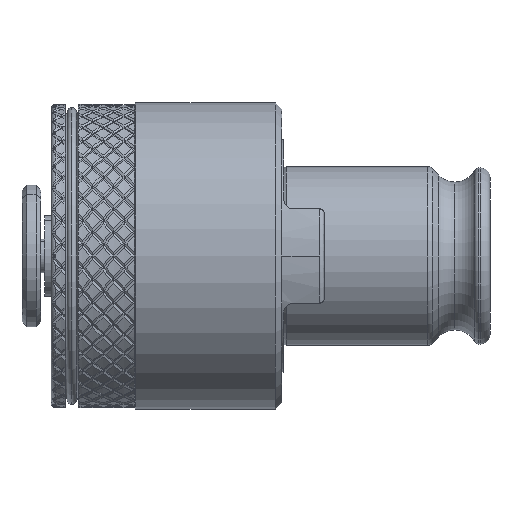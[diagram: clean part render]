
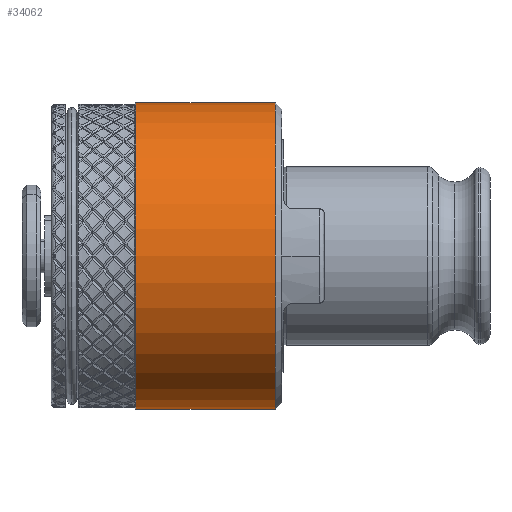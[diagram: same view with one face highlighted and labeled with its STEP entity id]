
A CAD part, front view. The second image highlights one B-rep face of the part: STEP entity #34062.
In plain terms, the highlighted cylindrical face has radius 16.25 mm (diameter 32.5 mm), a partial arc.
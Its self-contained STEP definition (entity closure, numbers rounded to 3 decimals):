
#578 = DIRECTION ( 'NONE',  ( 0., 0., -1. ) ) ;
#645 = DIRECTION ( 'NONE',  ( -1., 0., 0. ) ) ;
#734 = CARTESIAN_POINT ( 'NONE',  ( -9.84, 0., 0. ) ) ;
#979 = EDGE_CURVE ( 'NONE', #30386, #34538, #7408, .T. ) ;
#7408 = CIRCLE ( 'NONE', #55447, 16.25 ) ;
#7616 = CARTESIAN_POINT ( 'NONE',  ( 5.66, 0., 0. ) ) ;
#12914 = DIRECTION ( 'NONE',  ( 0., 0., -1. ) ) ;
#17127 = AXIS2_PLACEMENT_3D ( 'NONE', #7616, #56807, #12914 ) ;
#20154 = VECTOR ( 'NONE', #63241, 1000. ) ;
#20864 = VERTEX_POINT ( 'NONE', #53940 ) ;
#21396 = CARTESIAN_POINT ( 'NONE',  ( -9.84, 0., -16.25 ) ) ;
#22349 = DIRECTION ( 'NONE',  ( -1., 0., 0. ) ) ;
#23583 = VECTOR ( 'NONE', #34248, 1000. ) ;
#24187 = ORIENTED_EDGE ( 'NONE', *, *, #37195, .T. ) ;
#24693 = CYLINDRICAL_SURFACE ( 'NONE', #17127, 16.25 ) ;
#25322 = LINE ( 'NONE', #28486, #23583 ) ;
#28486 = CARTESIAN_POINT ( 'NONE',  ( 5.66, 0., -16.25 ) ) ;
#30386 = VERTEX_POINT ( 'NONE', #21396 ) ;
#34062 = ADVANCED_FACE ( 'NONE', ( #42710 ), #24693, .T. ) ;
#34248 = DIRECTION ( 'NONE',  ( -1., 0., 0. ) ) ;
#34538 = VERTEX_POINT ( 'NONE', #48643 ) ;
#34745 = LINE ( 'NONE', #41795, #20154 ) ;
#36171 = ORIENTED_EDGE ( 'NONE', *, *, #44973, .T. ) ;
#37195 = EDGE_CURVE ( 'NONE', #20864, #34538, #34745, .T. ) ;
#41795 = CARTESIAN_POINT ( 'NONE',  ( 5.66, 0., 16.25 ) ) ;
#42463 = EDGE_LOOP ( 'NONE', ( #36171, #24187, #70394, #66236 ) ) ;
#42710 = FACE_OUTER_BOUND ( 'NONE', #42463, .T. ) ;
#44973 = EDGE_CURVE ( 'NONE', #58588, #20864, #45208, .T. ) ;
#45208 = CIRCLE ( 'NONE', #64956, 16.25 ) ;
#46868 = EDGE_CURVE ( 'NONE', #58588, #30386, #25322, .T. ) ;
#48643 = CARTESIAN_POINT ( 'NONE',  ( -9.84, 0., 16.25 ) ) ;
#53940 = CARTESIAN_POINT ( 'NONE',  ( 4.96, 0., 16.25 ) ) ;
#55162 = CARTESIAN_POINT ( 'NONE',  ( 4.96, 0., 0. ) ) ;
#55447 = AXIS2_PLACEMENT_3D ( 'NONE', #734, #645, #578 ) ;
#56807 = DIRECTION ( 'NONE',  ( -1., 0., 0. ) ) ;
#58588 = VERTEX_POINT ( 'NONE', #64458 ) ;
#60593 = DIRECTION ( 'NONE',  ( 0., 0., -1. ) ) ;
#63241 = DIRECTION ( 'NONE',  ( -1., 0., 0. ) ) ;
#64458 = CARTESIAN_POINT ( 'NONE',  ( 4.96, 0., -16.25 ) ) ;
#64956 = AXIS2_PLACEMENT_3D ( 'NONE', #55162, #22349, #60593 ) ;
#66236 = ORIENTED_EDGE ( 'NONE', *, *, #46868, .F. ) ;
#70394 = ORIENTED_EDGE ( 'NONE', *, *, #979, .F. ) ;
